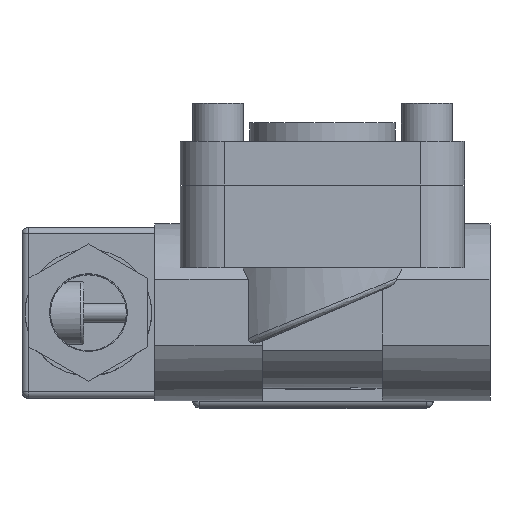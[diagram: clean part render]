
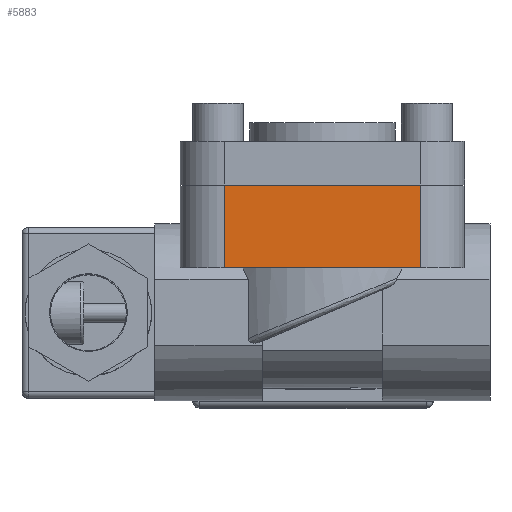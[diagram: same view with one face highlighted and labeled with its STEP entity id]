
A CAD part, top view. The second image highlights one B-rep face of the part: STEP entity #5883.
In plain terms, the highlighted planar face has unit normal (0, 0, 1).
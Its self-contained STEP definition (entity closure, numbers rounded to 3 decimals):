
#286=PLANE('',#6348);
#540=FACE_OUTER_BOUND('',#902,.T.);
#902=EDGE_LOOP('',(#4566,#4567,#4568,#4569));
#1254=LINE('',#9086,#1792);
#1369=LINE('',#9397,#1907);
#1370=LINE('',#9400,#1908);
#1371=LINE('',#9401,#1909);
#1792=VECTOR('',#7089,10.);
#1907=VECTOR('',#7396,10.);
#1908=VECTOR('',#7399,10.);
#1909=VECTOR('',#7400,10.);
#2612=VERTEX_POINT('',#9083);
#2613=VERTEX_POINT('',#9085);
#2713=VERTEX_POINT('',#9395);
#2714=VERTEX_POINT('',#9399);
#3236=EDGE_CURVE('',#2613,#2612,#1254,.T.);
#3386=EDGE_CURVE('',#2612,#2713,#1369,.T.);
#3387=EDGE_CURVE('',#2714,#2713,#1370,.T.);
#3388=EDGE_CURVE('',#2613,#2714,#1371,.T.);
#4566=ORIENTED_EDGE('',*,*,#3236,.T.);
#4567=ORIENTED_EDGE('',*,*,#3386,.T.);
#4568=ORIENTED_EDGE('',*,*,#3387,.F.);
#4569=ORIENTED_EDGE('',*,*,#3388,.F.);
#5883=ADVANCED_FACE('',(#540),#286,.T.);
#6348=AXIS2_PLACEMENT_3D('',#9398,#7397,#7398);
#7089=DIRECTION('',(1.,0.,0.));
#7396=DIRECTION('',(0.,1.,0.));
#7397=DIRECTION('center_axis',(0.,0.,1.));
#7398=DIRECTION('ref_axis',(1.,0.,0.));
#7399=DIRECTION('',(1.,0.,0.));
#7400=DIRECTION('',(0.,1.,0.));
#9083=CARTESIAN_POINT('',(15.5,0.,22.5));
#9085=CARTESIAN_POINT('',(-15.5,0.,22.5));
#9086=CARTESIAN_POINT('',(-15.5,0.,22.5));
#9395=CARTESIAN_POINT('',(15.5,13.,22.5));
#9397=CARTESIAN_POINT('',(15.5,0.,22.5));
#9398=CARTESIAN_POINT('Origin',(-15.5,0.,22.5));
#9399=CARTESIAN_POINT('',(-15.5,13.,22.5));
#9400=CARTESIAN_POINT('',(-15.5,13.,22.5));
#9401=CARTESIAN_POINT('',(-15.5,0.,22.5));
